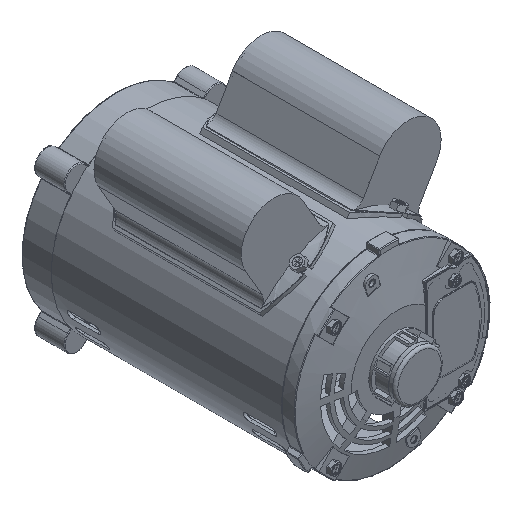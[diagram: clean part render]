
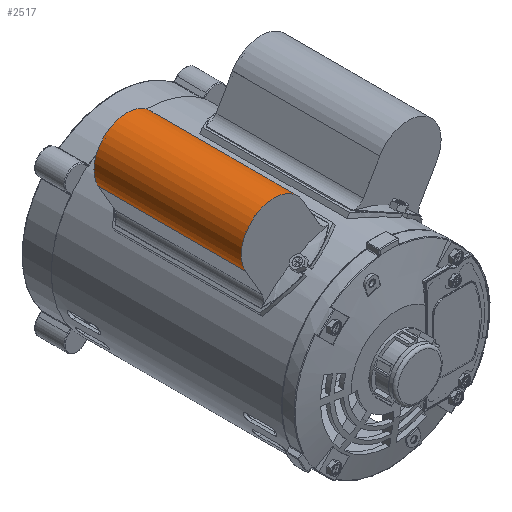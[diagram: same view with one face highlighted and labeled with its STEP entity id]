
A CAD part, isometric view. The second image highlights one B-rep face of the part: STEP entity #2517.
In plain terms, the highlighted cylindrical face has radius 25 mm (diameter 50 mm), a partial arc.
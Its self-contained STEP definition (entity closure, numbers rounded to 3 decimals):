
#785=FACE_OUTER_BOUND('',#9035,.T.);
#2517=ADVANCED_FACE('',(#785),#3770,.T.);
#3770=CYLINDRICAL_SURFACE('',#23187,25.);
#4096=CIRCLE('',#23169,25.);
#4100=CIRCLE('',#23175,25.);
#5263=LINE('',#35476,#6880);
#5269=LINE('',#35496,#6886);
#6880=VECTOR('',#25752,1.);
#6886=VECTOR('',#25770,1.);
#9035=EDGE_LOOP('',(#11188,#11189,#11190,#11191));
#11188=ORIENTED_EDGE('',*,*,#19476,.T.);
#11189=ORIENTED_EDGE('',*,*,#19465,.F.);
#11190=ORIENTED_EDGE('',*,*,#19466,.F.);
#11191=ORIENTED_EDGE('',*,*,#19475,.T.);
#17180=VERTEX_POINT('',#35470);
#17183=VERTEX_POINT('',#35475);
#17184=VERTEX_POINT('',#35479);
#17191=VERTEX_POINT('',#35495);
#19465=EDGE_CURVE('',#17183,#17180,#5263,.T.);
#19466=EDGE_CURVE('',#17184,#17183,#4096,.T.);
#19475=EDGE_CURVE('',#17184,#17191,#5269,.T.);
#19476=EDGE_CURVE('',#17191,#17180,#4100,.T.);
#23169=AXIS2_PLACEMENT_3D('',#35478,#25755,#25756);
#23175=AXIS2_PLACEMENT_3D('',#35498,#25773,#25774);
#23187=AXIS2_PLACEMENT_3D('',#35687,#25819,#25820);
#25752=DIRECTION('',(0.,1.,0.));
#25755=DIRECTION('',(0.,-1.,0.));
#25756=DIRECTION('',(0.,0.,1.));
#25770=DIRECTION('',(0.,1.,0.));
#25773=DIRECTION('',(0.,-1.,0.));
#25774=DIRECTION('',(0.,0.,1.));
#25819=DIRECTION('',(0.,1.,0.));
#25820=DIRECTION('',(-0.866,0.,-0.5));
#35470=CARTESIAN_POINT('',(-72.636,138.5,75.809));
#35475=CARTESIAN_POINT('',(-72.636,26.5,75.809));
#35476=CARTESIAN_POINT('',(-72.636,82.5,75.809));
#35478=CARTESIAN_POINT('',(-50.985,26.5,88.309));
#35479=CARTESIAN_POINT('',(-29.334,26.5,100.809));
#35495=CARTESIAN_POINT('',(-29.334,138.5,100.809));
#35496=CARTESIAN_POINT('',(-29.334,26.5,100.809));
#35498=CARTESIAN_POINT('',(-50.985,138.5,88.309));
#35687=CARTESIAN_POINT('',(-50.985,26.5,88.309));
